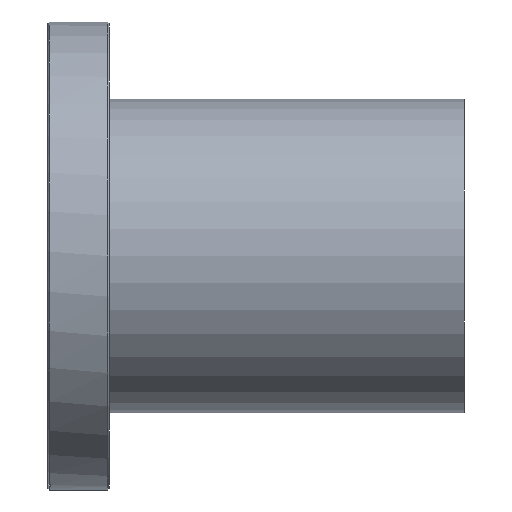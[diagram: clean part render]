
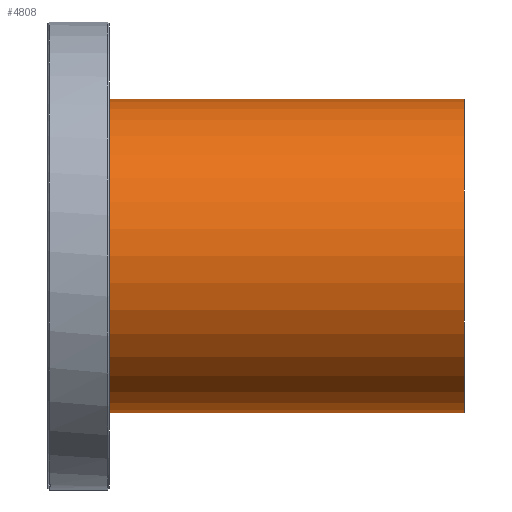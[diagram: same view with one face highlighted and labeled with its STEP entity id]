
A CAD part, left-side view. The second image highlights one B-rep face of the part: STEP entity #4808.
In plain terms, the highlighted cylindrical face has radius 50.8 mm (diameter 101.6 mm), a partial arc.
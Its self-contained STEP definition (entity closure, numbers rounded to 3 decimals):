
#26 = ORIENTED_EDGE ( 'NONE', *, *, #2041, .F. ) ;
#90 = DIRECTION ( 'NONE',  ( -1., 0., 0. ) ) ;
#201 = CIRCLE ( 'NONE', #2246, 50.8 ) ;
#264 = VECTOR ( 'NONE', #410, 1000. ) ;
#410 = DIRECTION ( 'NONE',  ( -1., 0., 0. ) ) ;
#535 = ORIENTED_EDGE ( 'NONE', *, *, #1388, .T. ) ;
#720 = CIRCLE ( 'NONE', #3449, 50.8 ) ;
#1053 = VERTEX_POINT ( 'NONE', #2285 ) ;
#1293 = LINE ( 'NONE', #3529, #264 ) ;
#1388 = EDGE_CURVE ( 'NONE', #4714, #3863, #1293, .T. ) ;
#1740 = LINE ( 'NONE', #4667, #4531 ) ;
#1775 = CARTESIAN_POINT ( 'NONE',  ( -61.95, 0., 50.8 ) ) ;
#1793 = ORIENTED_EDGE ( 'NONE', *, *, #2256, .F. ) ;
#1978 = AXIS2_PLACEMENT_3D ( 'NONE', #4856, #2194, #3325 ) ;
#2041 = EDGE_CURVE ( 'NONE', #1053, #4045, #1740, .T. ) ;
#2078 = DIRECTION ( 'NONE',  ( 1., 0., 0. ) ) ;
#2168 = CARTESIAN_POINT ( 'NONE',  ( 61.95, 0., 0. ) ) ;
#2194 = DIRECTION ( 'NONE',  ( -1., 0., 0. ) ) ;
#2246 = AXIS2_PLACEMENT_3D ( 'NONE', #4353, #2078, #4735 ) ;
#2256 = EDGE_CURVE ( 'NONE', #4714, #1053, #720, .T. ) ;
#2285 = CARTESIAN_POINT ( 'NONE',  ( 61.95, 0., 50.8 ) ) ;
#2552 = DIRECTION ( 'NONE',  ( 0., 0., -1. ) ) ;
#2633 = EDGE_CURVE ( 'NONE', #3863, #4045, #201, .T. ) ;
#2909 = CARTESIAN_POINT ( 'NONE',  ( 61.95, 0., -50.8 ) ) ;
#3124 = CYLINDRICAL_SURFACE ( 'NONE', #1978, 50.8 ) ;
#3325 = DIRECTION ( 'NONE',  ( 0., 0., 1. ) ) ;
#3449 = AXIS2_PLACEMENT_3D ( 'NONE', #2168, #4829, #2552 ) ;
#3455 = ORIENTED_EDGE ( 'NONE', *, *, #2633, .T. ) ;
#3529 = CARTESIAN_POINT ( 'NONE',  ( 61.95, 0., -50.8 ) ) ;
#3863 = VERTEX_POINT ( 'NONE', #3954 ) ;
#3954 = CARTESIAN_POINT ( 'NONE',  ( -61.95, 0., -50.8 ) ) ;
#4045 = VERTEX_POINT ( 'NONE', #1775 ) ;
#4353 = CARTESIAN_POINT ( 'NONE',  ( -61.95, 0., 0. ) ) ;
#4370 = EDGE_LOOP ( 'NONE', ( #1793, #535, #3455, #26 ) ) ;
#4381 = FACE_OUTER_BOUND ( 'NONE', #4370, .T. ) ;
#4531 = VECTOR ( 'NONE', #90, 1000. ) ;
#4667 = CARTESIAN_POINT ( 'NONE',  ( 61.95, 0., 50.8 ) ) ;
#4714 = VERTEX_POINT ( 'NONE', #2909 ) ;
#4735 = DIRECTION ( 'NONE',  ( 0., 0., -1. ) ) ;
#4808 = ADVANCED_FACE ( 'NONE', ( #4381 ), #3124, .T. ) ;
#4829 = DIRECTION ( 'NONE',  ( 1., 0., 0. ) ) ;
#4856 = CARTESIAN_POINT ( 'NONE',  ( 61.95, 0., 0. ) ) ;
